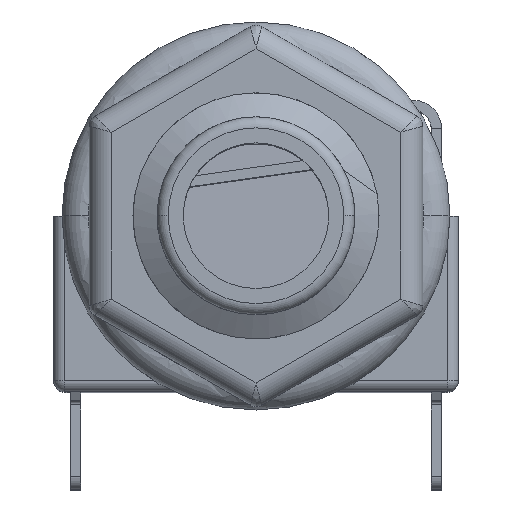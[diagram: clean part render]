
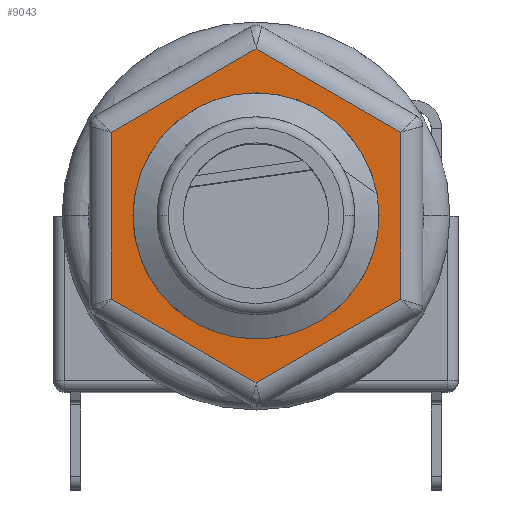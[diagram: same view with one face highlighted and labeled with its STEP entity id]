
A CAD part, top view. The second image highlights one B-rep face of the part: STEP entity #9043.
In plain terms, the highlighted planar face has unit normal (0, 0, 1).
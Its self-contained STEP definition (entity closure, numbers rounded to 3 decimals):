
#496 = ORIENTED_EDGE ( 'NONE', *, *, #2815, .T. ) ;
#551 = CARTESIAN_POINT ( 'NONE',  ( 6.5, 4.537, 6.425 ) ) ;
#972 = DIRECTION ( 'NONE',  ( -1., 0., 0. ) ) ;
#1466 = CARTESIAN_POINT ( 'NONE',  ( 5.533, 8.29, 6.425 ) ) ;
#1503 = VECTOR ( 'NONE', #5446, 1000. ) ;
#1684 = VERTEX_POINT ( 'NONE', #13895 ) ;
#1720 = ORIENTED_EDGE ( 'NONE', *, *, #10388, .T. ) ;
#2104 = ORIENTED_EDGE ( 'NONE', *, *, #12040, .T. ) ;
#2179 = PLANE ( 'NONE',  #4854 ) ;
#2247 = ORIENTED_EDGE ( 'NONE', *, *, #10625, .T. ) ;
#2815 = EDGE_CURVE ( 'NONE', #12806, #6319, #8302, .T. ) ;
#2934 = VECTOR ( 'NONE', #14814, 1000. ) ;
#3313 = DIRECTION ( 'NONE',  ( -0.866, -0.5, 0. ) ) ;
#3322 = CARTESIAN_POINT ( 'NONE',  ( 0., 8.29, 6.425 ) ) ;
#3497 = EDGE_CURVE ( 'NONE', #6319, #12806, #6077, .T. ) ;
#3538 = VERTEX_POINT ( 'NONE', #15842 ) ;
#3911 = CARTESIAN_POINT ( 'NONE',  ( 0.25, 0.64, 6.425 ) ) ;
#4042 = LINE ( 'NONE', #17240, #1503 ) ;
#4150 = CARTESIAN_POINT ( 'NONE',  ( 0., 8.29, 6.425 ) ) ;
#4627 = VECTOR ( 'NONE', #3313, 1000. ) ;
#4854 = AXIS2_PLACEMENT_3D ( 'NONE', #3322, #8662, #8831 ) ;
#5095 = CARTESIAN_POINT ( 'NONE',  ( 6.75, 4.682, 6.425 ) ) ;
#5418 = VERTEX_POINT ( 'NONE', #10934 ) ;
#5446 = DIRECTION ( 'NONE',  ( -0.866, 0.5, 0. ) ) ;
#6016 = CARTESIAN_POINT ( 'NONE',  ( -6.5, 4.249, 6.425 ) ) ;
#6077 = CIRCLE ( 'NONE', #13121, 5.533 ) ;
#6319 = VERTEX_POINT ( 'NONE', #15078 ) ;
#6490 = LINE ( 'NONE', #5095, #12838 ) ;
#7172 = CARTESIAN_POINT ( 'NONE',  ( -6.75, 11.898, 6.425 ) ) ;
#7419 = DIRECTION ( 'NONE',  ( 0., -1., 0. ) ) ;
#8094 = DIRECTION ( 'NONE',  ( -1., 0., 0. ) ) ;
#8207 = ORIENTED_EDGE ( 'NONE', *, *, #3497, .T. ) ;
#8302 = CIRCLE ( 'NONE', #8591, 5.533 ) ;
#8567 = LINE ( 'NONE', #7172, #4627 ) ;
#8591 = AXIS2_PLACEMENT_3D ( 'NONE', #16984, #11448, #972 ) ;
#8662 = DIRECTION ( 'NONE',  ( 0., 0., -1. ) ) ;
#8686 = CARTESIAN_POINT ( 'NONE',  ( 6.5, 12.043, 6.425 ) ) ;
#8831 = DIRECTION ( 'NONE',  ( -1., 0., 0. ) ) ;
#8902 = DIRECTION ( 'NONE',  ( 0., 1., 0. ) ) ;
#9043 = ADVANCED_FACE ( 'NONE', ( #16687, #15629 ), #2179, .F. ) ;
#9285 = DIRECTION ( 'NONE',  ( 0.866, 0.5, 0. ) ) ;
#9595 = VERTEX_POINT ( 'NONE', #551 ) ;
#9612 = EDGE_CURVE ( 'NONE', #16973, #11643, #4042, .T. ) ;
#10142 = LINE ( 'NONE', #6016, #16396 ) ;
#10388 = EDGE_CURVE ( 'NONE', #9595, #16973, #14201, .T. ) ;
#10625 = EDGE_CURVE ( 'NONE', #3538, #1684, #15963, .T. ) ;
#10934 = CARTESIAN_POINT ( 'NONE',  ( -6.5, 12.043, 6.425 ) ) ;
#11068 = VECTOR ( 'NONE', #8902, 1000. ) ;
#11348 = ORIENTED_EDGE ( 'NONE', *, *, #17215, .T. ) ;
#11448 = DIRECTION ( 'NONE',  ( 0., 0., -1. ) ) ;
#11643 = VERTEX_POINT ( 'NONE', #14401 ) ;
#12040 = EDGE_CURVE ( 'NONE', #5418, #3538, #10142, .T. ) ;
#12806 = VERTEX_POINT ( 'NONE', #1466 ) ;
#12838 = VECTOR ( 'NONE', #9285, 1000. ) ;
#12944 = EDGE_CURVE ( 'NONE', #11643, #5418, #8567, .T. ) ;
#13121 = AXIS2_PLACEMENT_3D ( 'NONE', #4150, #14617, #8094 ) ;
#13296 = ORIENTED_EDGE ( 'NONE', *, *, #9612, .T. ) ;
#13895 = CARTESIAN_POINT ( 'NONE',  ( 0., 0.784, 6.425 ) ) ;
#13898 = EDGE_LOOP ( 'NONE', ( #17428, #2104, #2247, #11348, #1720, #13296 ) ) ;
#14201 = LINE ( 'NONE', #16925, #11068 ) ;
#14401 = CARTESIAN_POINT ( 'NONE',  ( 0., 15.796, 6.425 ) ) ;
#14617 = DIRECTION ( 'NONE',  ( 0., 0., -1. ) ) ;
#14814 = DIRECTION ( 'NONE',  ( 0.866, -0.5, 0. ) ) ;
#14928 = EDGE_LOOP ( 'NONE', ( #496, #8207 ) ) ;
#15078 = CARTESIAN_POINT ( 'NONE',  ( -5.533, 8.29, 6.425 ) ) ;
#15629 = FACE_BOUND ( 'NONE', #14928, .T. ) ;
#15842 = CARTESIAN_POINT ( 'NONE',  ( -6.5, 4.537, 6.425 ) ) ;
#15963 = LINE ( 'NONE', #3911, #2934 ) ;
#16396 = VECTOR ( 'NONE', #7419, 1000. ) ;
#16687 = FACE_OUTER_BOUND ( 'NONE', #13898, .T. ) ;
#16925 = CARTESIAN_POINT ( 'NONE',  ( 6.5, 12.331, 6.425 ) ) ;
#16973 = VERTEX_POINT ( 'NONE', #8686 ) ;
#16984 = CARTESIAN_POINT ( 'NONE',  ( 0., 8.29, 6.425 ) ) ;
#17215 = EDGE_CURVE ( 'NONE', #1684, #9595, #6490, .T. ) ;
#17240 = CARTESIAN_POINT ( 'NONE',  ( -0.25, 15.94, 6.425 ) ) ;
#17428 = ORIENTED_EDGE ( 'NONE', *, *, #12944, .T. ) ;
